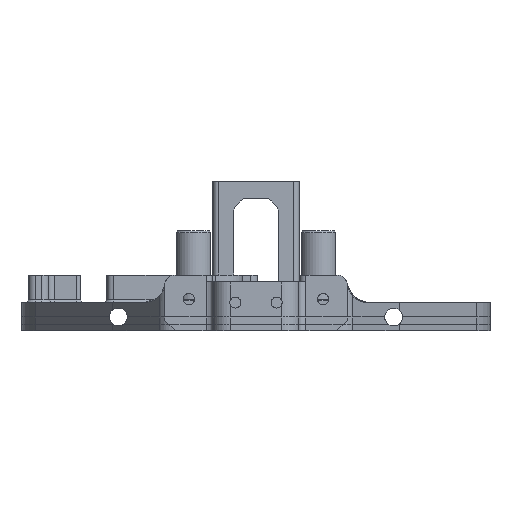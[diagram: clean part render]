
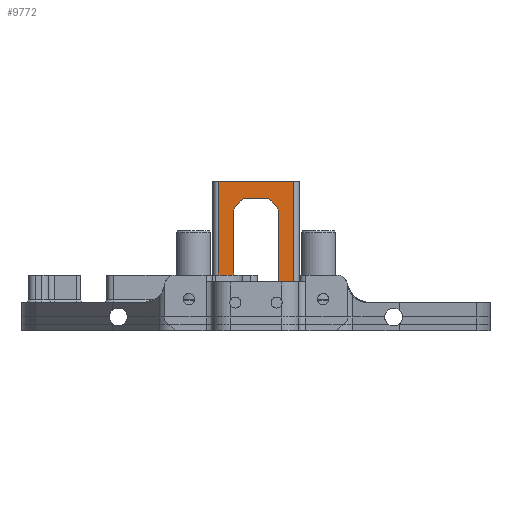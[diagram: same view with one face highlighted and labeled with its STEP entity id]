
A CAD part, front view. The second image highlights one B-rep face of the part: STEP entity #9772.
In plain terms, the highlighted planar face has unit normal (0, -1, 0).
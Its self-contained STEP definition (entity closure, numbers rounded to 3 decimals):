
#566=FACE_OUTER_BOUND('',#1118,.T.);
#1118=EDGE_LOOP('',(#7350,#7351,#7352,#7353,#7354,#7355,#7356,#7357,#7358,
#7359,#7360,#7361,#7362,#7363,#7364,#7365,#7366,#7367,#7368,#7369));
#1683=CIRCLE('',#10470,2.);
#1684=CIRCLE('',#10471,2.);
#1685=CIRCLE('',#10472,2.);
#1686=CIRCLE('',#10473,2.);
#1687=CIRCLE('',#10474,2.);
#1688=CIRCLE('',#10475,2.);
#1689=CIRCLE('',#10476,2.);
#1967=LINE('',#14101,#2972);
#2240=LINE('',#14851,#3245);
#2247=LINE('',#14865,#3252);
#2292=LINE('',#14984,#3297);
#2412=LINE('',#15431,#3417);
#2413=LINE('',#15435,#3418);
#2414=LINE('',#15439,#3419);
#2415=LINE('',#15443,#3420);
#2416=LINE('',#15447,#3421);
#2417=LINE('',#15451,#3422);
#2418=LINE('',#15455,#3423);
#2419=LINE('',#15457,#3424);
#2420=LINE('',#15458,#3425);
#2972=VECTOR('',#11162,10.);
#3245=VECTOR('',#11827,10.);
#3252=VECTOR('',#11838,10.);
#3297=VECTOR('',#11925,10.);
#3417=VECTOR('',#12215,1000.);
#3418=VECTOR('',#12218,1000.);
#3419=VECTOR('',#12221,10.);
#3420=VECTOR('',#12224,1000.);
#3421=VECTOR('',#12227,1000.);
#3422=VECTOR('',#12230,1000.);
#3423=VECTOR('',#12233,1000.);
#3424=VECTOR('',#12236,1000.);
#3425=VECTOR('',#12237,1000.);
#3984=VERTEX_POINT('',#14098);
#3985=VERTEX_POINT('',#14100);
#4245=VERTEX_POINT('',#14825);
#4253=VERTEX_POINT('',#14848);
#4254=VERTEX_POINT('',#14850);
#4259=VERTEX_POINT('',#14863);
#4312=VERTEX_POINT('',#14982);
#4422=VERTEX_POINT('',#15430);
#4423=VERTEX_POINT('',#15432);
#4424=VERTEX_POINT('',#15434);
#4425=VERTEX_POINT('',#15436);
#4426=VERTEX_POINT('',#15438);
#4427=VERTEX_POINT('',#15440);
#4428=VERTEX_POINT('',#15442);
#4429=VERTEX_POINT('',#15444);
#4430=VERTEX_POINT('',#15446);
#4431=VERTEX_POINT('',#15448);
#4432=VERTEX_POINT('',#15450);
#4433=VERTEX_POINT('',#15452);
#4434=VERTEX_POINT('',#15454);
#4946=EDGE_CURVE('',#3984,#3985,#1967,.T.);
#5314=EDGE_CURVE('',#4254,#4253,#2240,.T.);
#5322=EDGE_CURVE('',#4245,#4259,#2247,.T.);
#5384=EDGE_CURVE('',#4259,#4312,#2292,.T.);
#5548=EDGE_CURVE('',#4422,#4253,#2412,.T.);
#5549=EDGE_CURVE('',#4423,#4422,#1683,.T.);
#5550=EDGE_CURVE('',#4424,#4423,#2413,.T.);
#5551=EDGE_CURVE('',#4425,#4424,#1684,.T.);
#5552=EDGE_CURVE('',#4425,#4426,#2414,.T.);
#5553=EDGE_CURVE('',#4426,#4427,#1685,.T.);
#5554=EDGE_CURVE('',#4427,#4428,#2415,.T.);
#5555=EDGE_CURVE('',#4428,#4429,#1686,.T.);
#5556=EDGE_CURVE('',#4429,#4430,#2416,.T.);
#5557=EDGE_CURVE('',#4430,#4431,#1687,.T.);
#5558=EDGE_CURVE('',#4431,#4432,#2417,.T.);
#5559=EDGE_CURVE('',#4432,#4433,#1688,.T.);
#5560=EDGE_CURVE('',#4433,#4434,#2418,.T.);
#5561=EDGE_CURVE('',#4245,#4434,#1689,.T.);
#5562=EDGE_CURVE('',#4312,#3985,#2419,.T.);
#5563=EDGE_CURVE('',#4254,#3984,#2420,.T.);
#7350=ORIENTED_EDGE('',*,*,#5314,.T.);
#7351=ORIENTED_EDGE('',*,*,#5548,.F.);
#7352=ORIENTED_EDGE('',*,*,#5549,.F.);
#7353=ORIENTED_EDGE('',*,*,#5550,.F.);
#7354=ORIENTED_EDGE('',*,*,#5551,.F.);
#7355=ORIENTED_EDGE('',*,*,#5552,.T.);
#7356=ORIENTED_EDGE('',*,*,#5553,.T.);
#7357=ORIENTED_EDGE('',*,*,#5554,.T.);
#7358=ORIENTED_EDGE('',*,*,#5555,.T.);
#7359=ORIENTED_EDGE('',*,*,#5556,.T.);
#7360=ORIENTED_EDGE('',*,*,#5557,.T.);
#7361=ORIENTED_EDGE('',*,*,#5558,.T.);
#7362=ORIENTED_EDGE('',*,*,#5559,.T.);
#7363=ORIENTED_EDGE('',*,*,#5560,.T.);
#7364=ORIENTED_EDGE('',*,*,#5561,.F.);
#7365=ORIENTED_EDGE('',*,*,#5322,.T.);
#7366=ORIENTED_EDGE('',*,*,#5384,.T.);
#7367=ORIENTED_EDGE('',*,*,#5562,.T.);
#7368=ORIENTED_EDGE('',*,*,#4946,.F.);
#7369=ORIENTED_EDGE('',*,*,#5563,.F.);
#9412=PLANE('',#10469);
#9772=ADVANCED_FACE('',(#566),#9412,.F.);
#10469=AXIS2_PLACEMENT_3D('',#15429,#12213,#12214);
#10470=AXIS2_PLACEMENT_3D('',#15433,#12216,#12217);
#10471=AXIS2_PLACEMENT_3D('',#15437,#12219,#12220);
#10472=AXIS2_PLACEMENT_3D('',#15441,#12222,#12223);
#10473=AXIS2_PLACEMENT_3D('',#15445,#12225,#12226);
#10474=AXIS2_PLACEMENT_3D('',#15449,#12228,#12229);
#10475=AXIS2_PLACEMENT_3D('',#15453,#12231,#12232);
#10476=AXIS2_PLACEMENT_3D('',#15456,#12234,#12235);
#11162=DIRECTION('',(1.,0.,0.));
#11827=DIRECTION('',(1.,0.,0.));
#11838=DIRECTION('',(0.,0.,-1.));
#11925=DIRECTION('',(1.,0.,0.));
#12213=DIRECTION('center_axis',(0.,1.,0.));
#12214=DIRECTION('ref_axis',(1.,0.,0.));
#12215=DIRECTION('',(0.,0.,-1.));
#12216=DIRECTION('center_axis',(0.,-1.,0.));
#12217=DIRECTION('ref_axis',(-0.94,0.,0.342));
#12218=DIRECTION('',(-0.643,0.,-0.766));
#12219=DIRECTION('center_axis',(0.,-1.,0.));
#12220=DIRECTION('ref_axis',(-0.423,0.,0.906));
#12221=DIRECTION('',(1.,0.,0.));
#12222=DIRECTION('center_axis',(0.,1.,0.));
#12223=DIRECTION('ref_axis',(0.423,0.,0.906));
#12224=DIRECTION('',(0.643,0.,-0.766));
#12225=DIRECTION('center_axis',(0.,1.,0.));
#12226=DIRECTION('ref_axis',(0.94,0.,0.342));
#12227=DIRECTION('',(0.,0.,-1.));
#12228=DIRECTION('center_axis',(0.,1.,0.));
#12229=DIRECTION('ref_axis',(0.94,0.,-0.342));
#12230=DIRECTION('',(-0.643,0.,-0.766));
#12231=DIRECTION('center_axis',(0.,1.,0.));
#12232=DIRECTION('ref_axis',(0.423,0.,-0.906));
#12233=DIRECTION('',(-1.,0.,0.));
#12234=DIRECTION('center_axis',(0.,-1.,0.));
#12235=DIRECTION('ref_axis',(-0.423,0.,-0.906));
#12236=DIRECTION('',(0.,0.,1.));
#12237=DIRECTION('',(0.,0.,1.));
#14098=CARTESIAN_POINT('',(-6.455,124.,18.));
#14100=CARTESIAN_POINT('',(15.545,124.,18.));
#14101=CARTESIAN_POINT('',(4.445,124.,18.));
#14825=CARTESIAN_POINT('',(0.732,124.,-14.099));
#14848=CARTESIAN_POINT('',(-1.955,124.,-9.25));
#14850=CARTESIAN_POINT('',(-6.455,124.,-9.25));
#14851=CARTESIAN_POINT('',(-13.486,124.,-9.25));
#14863=CARTESIAN_POINT('',(0.732,124.,-17.25));
#14865=CARTESIAN_POINT('',(0.732,124.,0.375));
#14982=CARTESIAN_POINT('',(15.545,124.,-17.25));
#14984=CARTESIAN_POINT('',(-10.781,124.,-17.25));
#15429=CARTESIAN_POINT('Origin',(-7.955,124.,18.));
#15430=CARTESIAN_POINT('',(-1.955,124.,9.272));
#15431=CARTESIAN_POINT('',(-1.955,124.,3.375));
#15432=CARTESIAN_POINT('',(-1.487,124.,10.558));
#15433=CARTESIAN_POINT('Origin',(0.045,124.,9.272));
#15434=CARTESIAN_POINT('',(-0.037,124.,12.286));
#15435=CARTESIAN_POINT('',(3.94,124.,17.025));
#15436=CARTESIAN_POINT('',(1.495,124.,13.));
#15437=CARTESIAN_POINT('Origin',(1.495,124.,11.));
#15438=CARTESIAN_POINT('',(7.595,124.,13.));
#15439=CARTESIAN_POINT('',(4.445,124.,13.));
#15440=CARTESIAN_POINT('',(9.127,124.,12.286));
#15441=CARTESIAN_POINT('Origin',(7.595,124.,11.));
#15442=CARTESIAN_POINT('',(10.577,124.,10.558));
#15443=CARTESIAN_POINT('',(5.15,124.,17.025));
#15444=CARTESIAN_POINT('',(11.045,124.,9.272));
#15445=CARTESIAN_POINT('Origin',(9.045,124.,9.272));
#15446=CARTESIAN_POINT('',(11.045,124.,-10.522));
#15447=CARTESIAN_POINT('',(11.045,124.,3.375));
#15448=CARTESIAN_POINT('',(10.577,124.,-11.808));
#15449=CARTESIAN_POINT('Origin',(9.045,124.,-10.522));
#15450=CARTESIAN_POINT('',(9.127,124.,-13.536));
#15451=CARTESIAN_POINT('',(13.063,124.,-8.846));
#15452=CARTESIAN_POINT('',(7.595,124.,-14.25));
#15453=CARTESIAN_POINT('Origin',(7.595,124.,-12.25));
#15454=CARTESIAN_POINT('',(1.495,124.,-14.25));
#15455=CARTESIAN_POINT('',(-1.655,124.,-14.25));
#15456=CARTESIAN_POINT('Origin',(1.495,124.,-12.25));
#15457=CARTESIAN_POINT('',(15.545,124.,18.));
#15458=CARTESIAN_POINT('',(-6.455,124.,18.));
